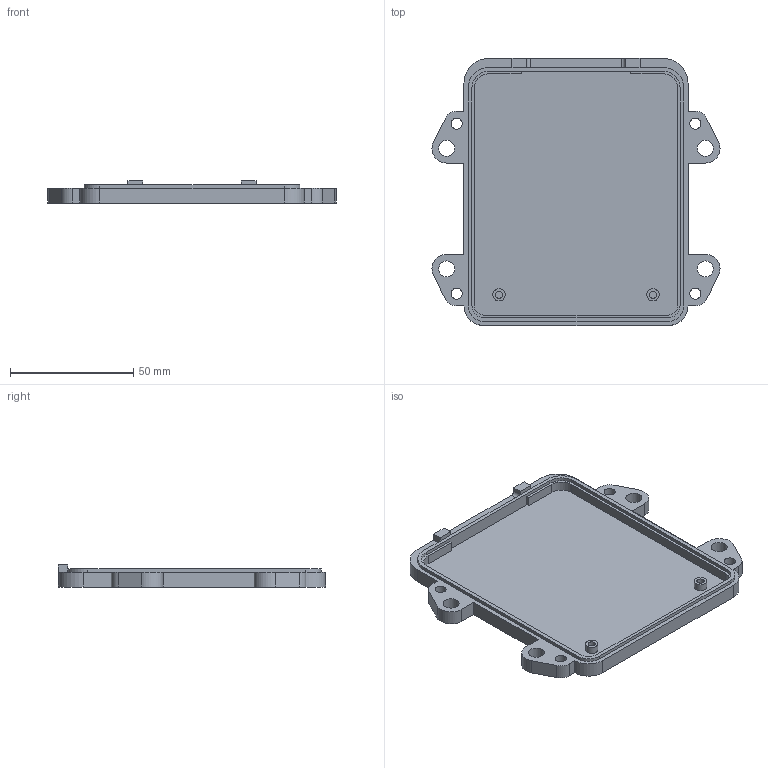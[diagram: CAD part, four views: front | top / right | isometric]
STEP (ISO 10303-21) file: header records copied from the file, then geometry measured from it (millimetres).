
FILE_DESCRIPTION(/* description */ (''),/* implementation_level */ '2;1');
FILE_NAME(/* name */ 'underglow-controller-case-bottom.step',/* time_stamp */ '2023-03-20T23:32:44-05:00',/* author */ (''),/* organization */ (''),/* preprocessor_version */ 'ST-DEVELOPER v19.2',/* originating_system */ 'Autodesk Translation Framework v11.17.0.187',/* authorisation */ '');
FILE_SCHEMA (('AUTOMOTIVE_DESIGN { 1 0 10303 214 3 1 1 }'));
Length unit declared in the file: millimetre
Products named in the file (1): Under glow box half bottom
Bounding box: 116.99 x 108.5 x 9 mm (x, y, z)
Volume: 30453.3 mm3; surface area: 27179.5 mm2
Topology: 1 solids, 1 shells, 105 faces, 280 edges, 184 vertices
Faces by surface type: plane 63, cylinder 38, cone 4
Full cylindrical faces by diameter (mm): 2.9 x2, 4.5 x4, 5 x2, 6.5 x4
Entity records: 3344 total; most frequent: DIRECTION 574, CARTESIAN_POINT 570, ORIENTED_EDGE 560, EDGE_CURVE 280, LINE 198, VECTOR 198, AXIS2_PLACEMENT_3D 188, VERTEX_POINT 184
